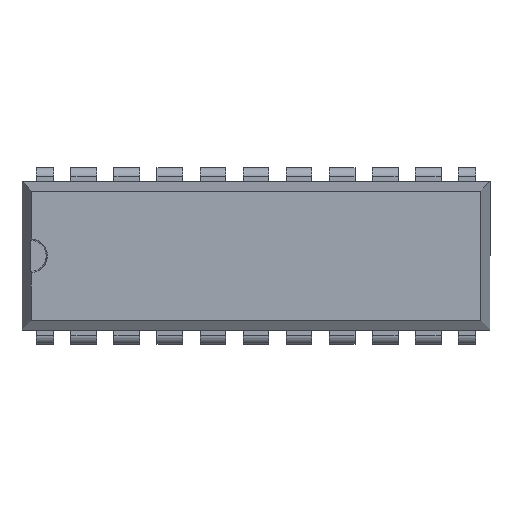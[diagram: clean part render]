
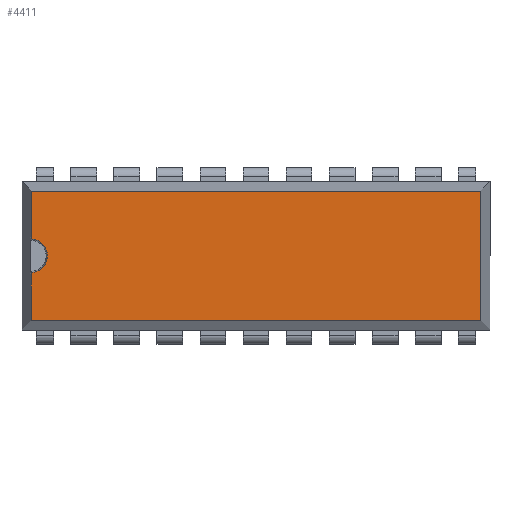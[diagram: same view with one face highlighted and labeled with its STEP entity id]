
A CAD part, top view. The second image highlights one B-rep face of the part: STEP entity #4411.
In plain terms, the highlighted planar face has unit normal (0, 0, 1).
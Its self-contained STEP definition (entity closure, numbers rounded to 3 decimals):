
#149 = CARTESIAN_POINT ( 'NONE',  ( 1.27, 0.71, 5. ) ) ;
#201 = LINE ( 'NONE', #8634, #10150 ) ;
#344 = EDGE_CURVE ( 'NONE', #1678, #4344, #8647, .T. ) ;
#383 = VERTEX_POINT ( 'NONE', #1714 ) ;
#517 = AXIS2_PLACEMENT_3D ( 'NONE', #149, #6121, #6073 ) ;
#766 = EDGE_CURVE ( 'NONE', #7588, #1678, #201, .T. ) ;
#872 = DIRECTION ( 'NONE',  ( 1., 0., 0. ) ) ;
#980 = VECTOR ( 'NONE', #5696, 1000. ) ;
#1182 = AXIS2_PLACEMENT_3D ( 'NONE', #4053, #3054, #5651 ) ;
#1271 = ORIENTED_EDGE ( 'NONE', *, *, #766, .T. ) ;
#1432 = CARTESIAN_POINT ( 'NONE',  ( 31.705, 8.9, 5. ) ) ;
#1678 = VERTEX_POINT ( 'NONE', #5413 ) ;
#1714 = CARTESIAN_POINT ( 'NONE',  ( -0.55, 4.081, 5. ) ) ;
#1769 = CARTESIAN_POINT ( 'NONE',  ( 25.95, -4.495, 5. ) ) ;
#1807 = EDGE_CURVE ( 'NONE', #7138, #4344, #7350, .T. ) ;
#1840 = CARTESIAN_POINT ( 'NONE',  ( -0.55, 8.9, 5. ) ) ;
#1959 = ORIENTED_EDGE ( 'NONE', *, *, #344, .T. ) ;
#2457 = VECTOR ( 'NONE', #9354, 1000. ) ;
#2603 = DIRECTION ( 'NONE',  ( 0., 1., 0. ) ) ;
#2929 = CARTESIAN_POINT ( 'NONE',  ( -0.55, -4.495, 5. ) ) ;
#3054 = DIRECTION ( 'NONE',  ( 0., 0., -1. ) ) ;
#3147 = CARTESIAN_POINT ( 'NONE',  ( 25.95, 8.9, 5. ) ) ;
#3257 = CARTESIAN_POINT ( 'NONE',  ( -0.55, -4.495, 5. ) ) ;
#3683 = ORIENTED_EDGE ( 'NONE', *, *, #5353, .T. ) ;
#4053 = CARTESIAN_POINT ( 'NONE',  ( -0.6, 5.08, 5. ) ) ;
#4230 = CARTESIAN_POINT ( 'NONE',  ( 0.4, 5.08, 5. ) ) ;
#4296 = VECTOR ( 'NONE', #2603, 1000. ) ;
#4297 = ORIENTED_EDGE ( 'NONE', *, *, #5312, .F. ) ;
#4309 = EDGE_LOOP ( 'NONE', ( #4343, #4297, #10747, #3683, #9743, #1271, #1959 ) ) ;
#4343 = ORIENTED_EDGE ( 'NONE', *, *, #1807, .F. ) ;
#4344 = VERTEX_POINT ( 'NONE', #3147 ) ;
#4411 = ADVANCED_FACE ( 'NONE', ( #9304 ), #9357, .T. ) ;
#4909 = DIRECTION ( 'NONE',  ( 0., 0., -1. ) ) ;
#4945 = CARTESIAN_POINT ( 'NONE',  ( -0.55, 1.26, 5. ) ) ;
#5312 = EDGE_CURVE ( 'NONE', #7862, #7138, #7129, .T. ) ;
#5353 = EDGE_CURVE ( 'NONE', #6053, #383, #9943, .T. ) ;
#5413 = CARTESIAN_POINT ( 'NONE',  ( 25.95, 1.26, 5. ) ) ;
#5596 = CARTESIAN_POINT ( 'NONE',  ( -0.55, 6.079, 5. ) ) ;
#5651 = DIRECTION ( 'NONE',  ( 1., 0., 0. ) ) ;
#5696 = DIRECTION ( 'NONE',  ( 1., 0., 0. ) ) ;
#6053 = VERTEX_POINT ( 'NONE', #4230 ) ;
#6073 = DIRECTION ( 'NONE',  ( 1., 0., 0. ) ) ;
#6121 = DIRECTION ( 'NONE',  ( 0., 0., 1. ) ) ;
#6295 = DIRECTION ( 'NONE',  ( 0., 1., 0. ) ) ;
#6429 = EDGE_CURVE ( 'NONE', #7862, #6053, #9684, .T. ) ;
#7129 = LINE ( 'NONE', #2929, #10631 ) ;
#7138 = VERTEX_POINT ( 'NONE', #1840 ) ;
#7260 = AXIS2_PLACEMENT_3D ( 'NONE', #10905, #4909, #8415 ) ;
#7350 = LINE ( 'NONE', #1432, #980 ) ;
#7588 = VERTEX_POINT ( 'NONE', #4945 ) ;
#7862 = VERTEX_POINT ( 'NONE', #5596 ) ;
#8415 = DIRECTION ( 'NONE',  ( 1., 0., 0. ) ) ;
#8634 = CARTESIAN_POINT ( 'NONE',  ( 31.705, 1.26, 5. ) ) ;
#8647 = LINE ( 'NONE', #1769, #4296 ) ;
#8822 = EDGE_CURVE ( 'NONE', #7588, #383, #10849, .T. ) ;
#9304 = FACE_OUTER_BOUND ( 'NONE', #4309, .T. ) ;
#9354 = DIRECTION ( 'NONE',  ( 0., 1., 0. ) ) ;
#9357 = PLANE ( 'NONE',  #517 ) ;
#9684 = CIRCLE ( 'NONE', #1182, 1. ) ;
#9743 = ORIENTED_EDGE ( 'NONE', *, *, #8822, .F. ) ;
#9943 = CIRCLE ( 'NONE', #7260, 1. ) ;
#10150 = VECTOR ( 'NONE', #872, 1000. ) ;
#10631 = VECTOR ( 'NONE', #6295, 1000. ) ;
#10747 = ORIENTED_EDGE ( 'NONE', *, *, #6429, .T. ) ;
#10849 = LINE ( 'NONE', #3257, #2457 ) ;
#10905 = CARTESIAN_POINT ( 'NONE',  ( -0.6, 5.08, 5. ) ) ;
